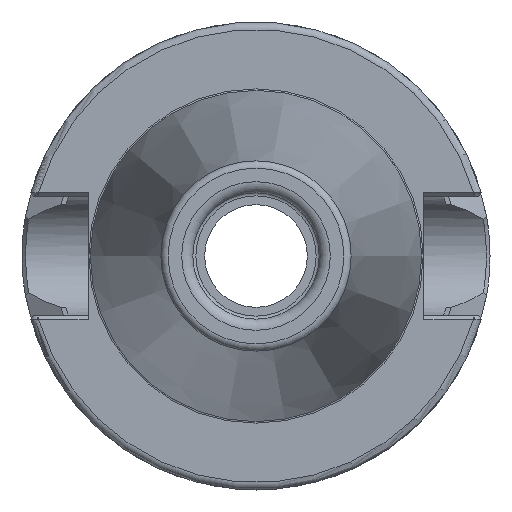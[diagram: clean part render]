
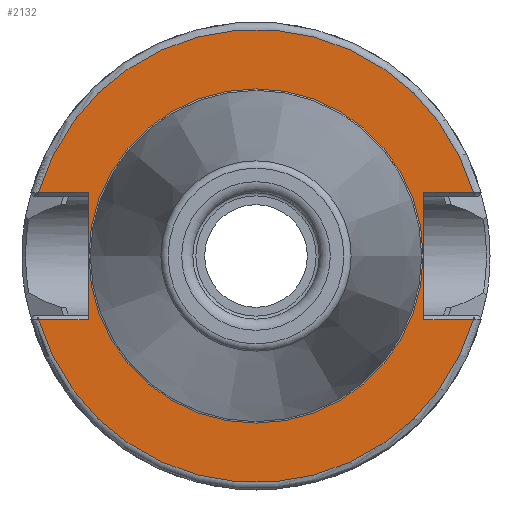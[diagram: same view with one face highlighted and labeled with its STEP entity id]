
A CAD part, left-side view. The second image highlights one B-rep face of the part: STEP entity #2132.
In plain terms, the highlighted planar face has unit normal (-1, 0, 0).
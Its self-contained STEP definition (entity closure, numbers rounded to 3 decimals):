
#17=FACE_BOUND('',#333,.T.);
#74=PLANE('',#2282);
#216=FACE_OUTER_BOUND('',#332,.T.);
#332=EDGE_LOOP('',(#1487,#1488,#1489,#1490,#1491,#1492,#1493,#1494));
#333=EDGE_LOOP('',(#1495,#1496));
#459=LINE('',#3398,#575);
#461=LINE('',#3466,#577);
#462=LINE('',#3468,#578);
#463=LINE('',#3472,#579);
#464=LINE('',#3474,#580);
#465=LINE('',#3475,#581);
#575=VECTOR('',#2568,10.);
#577=VECTOR('',#2586,10.);
#578=VECTOR('',#2587,10.);
#579=VECTOR('',#2590,10.);
#580=VECTOR('',#2591,10.);
#581=VECTOR('',#2592,10.);
#695=CIRCLE('',#2281,30.5);
#696=CIRCLE('',#2283,30.5);
#697=CIRCLE('',#2284,22.498);
#698=CIRCLE('',#2285,22.498);
#860=VERTEX_POINT('',#3391);
#863=VERTEX_POINT('',#3396);
#869=VERTEX_POINT('',#3444);
#871=VERTEX_POINT('',#3465);
#872=VERTEX_POINT('',#3467);
#873=VERTEX_POINT('',#3469);
#874=VERTEX_POINT('',#3471);
#875=VERTEX_POINT('',#3473);
#876=VERTEX_POINT('',#3476);
#877=VERTEX_POINT('',#3477);
#1110=EDGE_CURVE('',#863,#860,#459,.T.);
#1120=EDGE_CURVE('',#860,#869,#695,.T.);
#1123=EDGE_CURVE('',#863,#871,#461,.T.);
#1124=EDGE_CURVE('',#872,#871,#462,.T.);
#1125=EDGE_CURVE('',#873,#872,#696,.T.);
#1126=EDGE_CURVE('',#874,#873,#463,.T.);
#1127=EDGE_CURVE('',#874,#875,#464,.T.);
#1128=EDGE_CURVE('',#869,#875,#465,.T.);
#1129=EDGE_CURVE('',#876,#877,#697,.T.);
#1130=EDGE_CURVE('',#877,#876,#698,.T.);
#1487=ORIENTED_EDGE('',*,*,#1110,.F.);
#1488=ORIENTED_EDGE('',*,*,#1123,.T.);
#1489=ORIENTED_EDGE('',*,*,#1124,.F.);
#1490=ORIENTED_EDGE('',*,*,#1125,.F.);
#1491=ORIENTED_EDGE('',*,*,#1126,.F.);
#1492=ORIENTED_EDGE('',*,*,#1127,.T.);
#1493=ORIENTED_EDGE('',*,*,#1128,.F.);
#1494=ORIENTED_EDGE('',*,*,#1120,.F.);
#1495=ORIENTED_EDGE('',*,*,#1129,.T.);
#1496=ORIENTED_EDGE('',*,*,#1130,.T.);
#2132=ADVANCED_FACE('',(#216,#17),#74,.T.);
#2281=AXIS2_PLACEMENT_3D('',#3445,#2582,#2583);
#2282=AXIS2_PLACEMENT_3D('',#3464,#2584,#2585);
#2283=AXIS2_PLACEMENT_3D('',#3470,#2588,#2589);
#2284=AXIS2_PLACEMENT_3D('',#3478,#2593,#2594);
#2285=AXIS2_PLACEMENT_3D('',#3479,#2595,#2596);
#2568=DIRECTION('',(0.,-1.,0.));
#2582=DIRECTION('center_axis',(1.,0.,0.));
#2583=DIRECTION('ref_axis',(0.,0.,-1.));
#2584=DIRECTION('center_axis',(-1.,0.,0.));
#2585=DIRECTION('ref_axis',(0.,0.,1.));
#2586=DIRECTION('',(0.,0.,1.));
#2587=DIRECTION('',(0.,1.,0.));
#2588=DIRECTION('center_axis',(1.,0.,0.));
#2589=DIRECTION('ref_axis',(0.,0.,-1.));
#2590=DIRECTION('',(0.,1.,0.));
#2591=DIRECTION('',(0.,0.,-1.));
#2592=DIRECTION('',(0.,-1.,0.));
#2593=DIRECTION('center_axis',(1.,0.,0.));
#2594=DIRECTION('ref_axis',(0.,0.,-1.));
#2595=DIRECTION('center_axis',(1.,0.,0.));
#2596=DIRECTION('ref_axis',(0.,0.,-1.));
#3391=CARTESIAN_POINT('',(1.6,-29.277,-8.55));
#3396=CARTESIAN_POINT('',(1.6,-22.6,-8.55));
#3398=CARTESIAN_POINT('',(1.6,-0.5,-8.55));
#3444=CARTESIAN_POINT('',(1.6,29.277,-8.55));
#3445=CARTESIAN_POINT('Origin',(1.6,0.,
0.));
#3464=CARTESIAN_POINT('Origin',(1.6,30.5,0.));
#3465=CARTESIAN_POINT('',(1.6,-22.6,8.55));
#3466=CARTESIAN_POINT('',(1.6,-22.6,0.));
#3467=CARTESIAN_POINT('',(1.6,-29.277,8.55));
#3468=CARTESIAN_POINT('',(1.6,-0.5,8.55));
#3469=CARTESIAN_POINT('',(1.6,29.277,8.55));
#3470=CARTESIAN_POINT('Origin',(1.6,0.,
0.));
#3471=CARTESIAN_POINT('',(1.6,22.6,8.55));
#3472=CARTESIAN_POINT('',(1.6,31.,8.55));
#3473=CARTESIAN_POINT('',(1.6,22.6,-8.55));
#3474=CARTESIAN_POINT('',(1.6,22.6,0.));
#3475=CARTESIAN_POINT('',(1.6,31.,-8.55));
#3476=CARTESIAN_POINT('',(1.6,22.498,0.));
#3477=CARTESIAN_POINT('',(1.6,0.,22.498));
#3478=CARTESIAN_POINT('Origin',(1.6,0.,
0.));
#3479=CARTESIAN_POINT('Origin',(1.6,0.,
0.));
